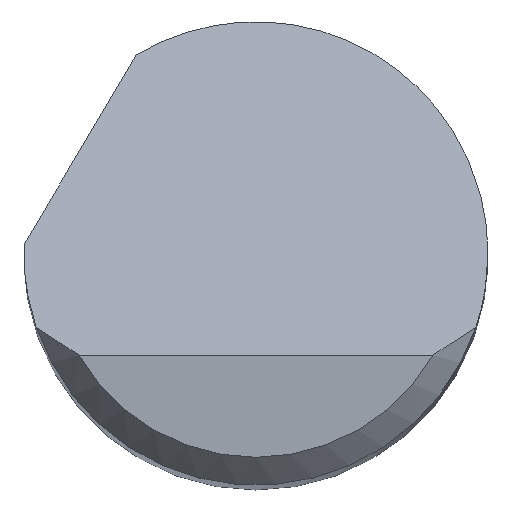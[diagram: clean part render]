
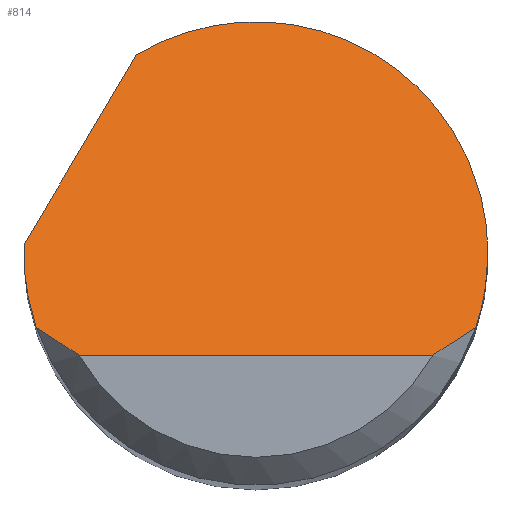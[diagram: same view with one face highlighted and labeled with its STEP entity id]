
A CAD part, top view. The second image highlights one B-rep face of the part: STEP entity #814.
In plain terms, the highlighted planar face has unit normal (0, 0.707, 0.707).
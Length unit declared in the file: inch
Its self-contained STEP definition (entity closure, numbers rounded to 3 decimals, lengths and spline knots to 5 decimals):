
#3 = CARTESIAN_POINT ( 'NONE',  ( 0.125, 0.10961, 1.83539 ) ) ;
#9 = CARTESIAN_POINT ( 'NONE',  ( -0.06437, 0.10715, 1.83785 ) ) ;
#18 = CARTESIAN_POINT ( 'NONE',  ( -0.11843, -0.04, 1.985 ) ) ;
#36 = EDGE_CURVE ( 'NONE', #110, #360, #721, .T. ) ;
#55 = CARTESIAN_POINT ( 'NONE',  ( -0.125, 0., 1.945 ) ) ;
#72 = DIRECTION ( 'NONE',  ( 0., -0.707, -0.707 ) ) ;
#87 = VERTEX_POINT ( 'NONE', #145 ) ;
#97 = B_SPLINE_CURVE_WITH_KNOTS ( 'NONE', 3,
 ( #119, #843, #493, #187 ),
 .UNSPECIFIED., .F., .F.,
 ( 4, 4 ),
 ( 0., 0.0008 ),
 .UNSPECIFIED. ) ;
#110 = VERTEX_POINT ( 'NONE', #569 ) ;
#119 = CARTESIAN_POINT ( 'NONE',  ( -0.11843, -0.04, 1.985 ) ) ;
#129 = VERTEX_POINT ( 'NONE', #575 ) ;
#133 = VECTOR ( 'NONE', #354, 39.37008 ) ;
#139 = EDGE_CURVE ( 'NONE', #729, #191, #97, .T. ) ;
#140 = CARTESIAN_POINT ( 'NONE',  ( -0.11843, -0.04, 1.985 ) ) ;
#145 = CARTESIAN_POINT ( 'NONE',  ( -0.125, 0., 1.945 ) ) ;
#158 = ORIENTED_EDGE ( 'NONE', *, *, #36, .F. ) ;
#170 = AXIS2_PLACEMENT_3D ( 'NONE', #844, #72, #330 ) ;
#178 = CARTESIAN_POINT ( 'NONE',  ( -0.125, -0.01363, 1.95863 ) ) ;
#187 = CARTESIAN_POINT ( 'NONE',  ( -0.09526, -0.055, 2. ) ) ;
#191 = VERTEX_POINT ( 'NONE', #618 ) ;
#202 = CARTESIAN_POINT ( 'NONE',  ( 0.12279, -0.02708, 1.97208 ) ) ;
#205 = CARTESIAN_POINT ( 'NONE',  ( 0.125, -0.01363, 1.95863 ) ) ;
#231 = B_SPLINE_CURVE_WITH_KNOTS ( 'NONE', 3,
 ( #699, #710, #628, #456 ),
 .UNSPECIFIED., .F., .F.,
 ( 4, 4 ),
 ( 0., 0.0008 ),
 .UNSPECIFIED. ) ;
#238 = CARTESIAN_POINT ( 'NONE',  ( 0.11843, -0.04, 1.985 ) ) ;
#245 = LINE ( 'NONE', #697, #133 ) ;
#264 = CARTESIAN_POINT ( 'NONE',  ( -0.12497, 0.00333, 1.94167 ) ) ;
#300 = EDGE_CURVE ( 'NONE', #360, #644, #739, .T. ) ;
#301 = EDGE_LOOP ( 'NONE', ( #817, #557, #623, #810, #158, #578, #351, #765 ) ) ;
#330 = DIRECTION ( 'NONE',  ( 0., 0.707, -0.707 ) ) ;
#332 = CARTESIAN_POINT ( 'NONE',  ( -0.125, 0.00167, 1.94333 ) ) ;
#351 = ORIENTED_EDGE ( 'NONE', *, *, #420, .F. ) ;
#354 = DIRECTION ( 'NONE',  ( 1., 0., 0. ) ) ;
#360 = VERTEX_POINT ( 'NONE', #728 ) ;
#398 = PLANE ( 'NONE',  #170 ) ;
#402 =( BOUNDED_CURVE ( )  B_SPLINE_CURVE ( 3, ( #18, #761, #178, #538 ),
 .UNSPECIFIED., .F., .T. ) 
 B_SPLINE_CURVE_WITH_KNOTS ( ( 4, 4 ),
 ( 4.38666, 4.71239 ),
 .UNSPECIFIED. ) 
 CURVE ( )  GEOMETRIC_REPRESENTATION_ITEM ( )  RATIONAL_B_SPLINE_CURVE ( ( 1., 0.991, 0.991, 1. ) ) 
 REPRESENTATION_ITEM ( '' )  );
#409 = DIRECTION ( 'NONE',  ( 0.386, 0.652, -0.652 ) ) ;
#420 = EDGE_CURVE ( 'NONE', #729, #87, #402, .T. ) ;
#456 = CARTESIAN_POINT ( 'NONE',  ( 0.11843, -0.04, 1.985 ) ) ;
#490 = EDGE_CURVE ( 'NONE', #129, #672, #231, .T. ) ;
#493 = CARTESIAN_POINT ( 'NONE',  ( -0.10339, -0.05031, 1.99531 ) ) ;
#509 = VECTOR ( 'NONE', #409, 39.37008 ) ;
#516 = EDGE_CURVE ( 'NONE', #87, #110, #654, .T. ) ;
#522 = CARTESIAN_POINT ( 'NONE',  ( -0.1249, 0.005, 1.94 ) ) ;
#538 = CARTESIAN_POINT ( 'NONE',  ( -0.125, 0., 1.945 ) ) ;
#557 = ORIENTED_EDGE ( 'NONE', *, *, #490, .T. ) ;
#569 = CARTESIAN_POINT ( 'NONE',  ( -0.1249, 0.005, 1.94 ) ) ;
#575 = CARTESIAN_POINT ( 'NONE',  ( 0.09526, -0.055, 2. ) ) ;
#578 = ORIENTED_EDGE ( 'NONE', *, *, #516, .F. ) ;
#596 = CARTESIAN_POINT ( 'NONE',  ( 0.11843, -0.04, 1.985 ) ) ;
#600 = CARTESIAN_POINT ( 'NONE',  ( 0.125, 0., 1.945 ) ) ;
#618 = CARTESIAN_POINT ( 'NONE',  ( -0.09526, -0.055, 2. ) ) ;
#623 = ORIENTED_EDGE ( 'NONE', *, *, #730, .F. ) ;
#628 = CARTESIAN_POINT ( 'NONE',  ( 0.11107, -0.04528, 1.99028 ) ) ;
#636 = CARTESIAN_POINT ( 'NONE',  ( 0.125, 0., 1.945 ) ) ;
#641 = FACE_OUTER_BOUND ( 'NONE', #301, .T. ) ;
#644 = VERTEX_POINT ( 'NONE', #636 ) ;
#650 =( BOUNDED_CURVE ( )  B_SPLINE_CURVE ( 3, ( #849, #205, #202, #596 ),
 .UNSPECIFIED., .F., .T. ) 
 B_SPLINE_CURVE_WITH_KNOTS ( ( 4, 4 ),
 ( 1.5708, 1.89653 ),
 .UNSPECIFIED. ) 
 CURVE ( )  GEOMETRIC_REPRESENTATION_ITEM ( )  RATIONAL_B_SPLINE_CURVE ( ( 1., 0.991, 0.991, 1. ) ) 
 REPRESENTATION_ITEM ( '' )  );
#654 =( BOUNDED_CURVE ( )  B_SPLINE_CURVE ( 3, ( #55, #332, #264, #522 ),
 .UNSPECIFIED., .F., .T. ) 
 B_SPLINE_CURVE_WITH_KNOTS ( ( 4, 4 ),
 ( 4.71239, 4.7524 ),
 .UNSPECIFIED. ) 
 CURVE ( )  GEOMETRIC_REPRESENTATION_ITEM ( )  RATIONAL_B_SPLINE_CURVE ( ( 1., 1., 1., 1. ) ) 
 REPRESENTATION_ITEM ( '' )  );
#672 = VERTEX_POINT ( 'NONE', #238 ) ;
#691 = EDGE_CURVE ( 'NONE', #191, #129, #245, .T. ) ;
#697 = CARTESIAN_POINT ( 'NONE',  ( 0., -0.055, 2. ) ) ;
#699 = CARTESIAN_POINT ( 'NONE',  ( 0.09526, -0.055, 2. ) ) ;
#710 = CARTESIAN_POINT ( 'NONE',  ( 0.10339, -0.05031, 1.99531 ) ) ;
#721 = LINE ( 'NONE', #800, #509 ) ;
#728 = CARTESIAN_POINT ( 'NONE',  ( -0.06437, 0.10715, 1.83785 ) ) ;
#729 = VERTEX_POINT ( 'NONE', #140 ) ;
#730 = EDGE_CURVE ( 'NONE', #644, #672, #650, .T. ) ;
#739 =( BOUNDED_CURVE ( )  B_SPLINE_CURVE ( 3, ( #9, #777, #3, #600 ),
 .UNSPECIFIED., .F., .T. ) 
 B_SPLINE_CURVE_WITH_KNOTS ( ( 4, 4 ),
 ( 5.74227, 7.85398 ),
 .UNSPECIFIED. ) 
 CURVE ( )  GEOMETRIC_REPRESENTATION_ITEM ( )  RATIONAL_B_SPLINE_CURVE ( ( 1., 0.662, 0.662, 1. ) ) 
 REPRESENTATION_ITEM ( '' )  );
#761 = CARTESIAN_POINT ( 'NONE',  ( -0.12279, -0.02708, 1.97208 ) ) ;
#765 = ORIENTED_EDGE ( 'NONE', *, *, #139, .T. ) ;
#777 = CARTESIAN_POINT ( 'NONE',  ( 0.0296, 0.1636, 1.7814 ) ) ;
#800 = CARTESIAN_POINT ( 'NONE',  ( -0.15516, -0.04606, 1.99106 ) ) ;
#810 = ORIENTED_EDGE ( 'NONE', *, *, #300, .F. ) ;
#814 = ADVANCED_FACE ( 'NONE', ( #641 ), #398, .F. ) ;
#817 = ORIENTED_EDGE ( 'NONE', *, *, #691, .T. ) ;
#843 = CARTESIAN_POINT ( 'NONE',  ( -0.11107, -0.04528, 1.99028 ) ) ;
#844 = CARTESIAN_POINT ( 'NONE',  ( -0.125, -0.055, 2. ) ) ;
#849 = CARTESIAN_POINT ( 'NONE',  ( 0.125, 0., 1.945 ) ) ;
